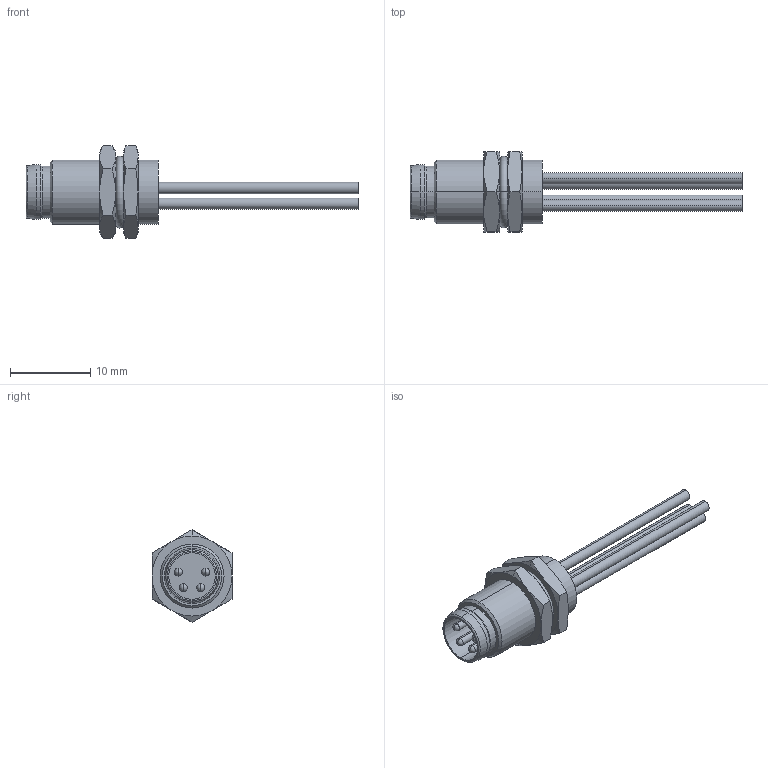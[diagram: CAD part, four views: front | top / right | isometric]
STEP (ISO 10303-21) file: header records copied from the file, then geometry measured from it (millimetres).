
FILE_DESCRIPTION((''),'2;1');
FILE_NAME('237167_SM01_ASM','2024-06-04T09:37:26',('banengservice'),('BANNER ENGINEERING'),'CREO PARAMETRIC BY PTC INC, 2022414','CREO PARAMETRIC BY PTC INC, 2022414','');
FILE_SCHEMA(('CONFIG_CONTROL_DESIGN'));
Length unit declared in the file: millimetre
Products named in the file (2): 237167_EP01; 237167_SM01_ASM
Assembly tree (1 placements, depth 2):
  237167_SM01_ASM
    237167_EP01
Bounding box: 41.5 x 10 x 11.55 mm (x, y, z)
Volume: 962.1 mm3; surface area: 1267.9 mm2
Topology: 1 solids, 1 shells, 96 faces, 219 edges, 123 vertices
Faces by surface type: cone 34, cylinder 26, plane 24, sphere 8, torus 4
Entity records: 2811 total; most frequent: CARTESIAN_POINT 687, DIRECTION 460, ORIENTED_EDGE 406, AXIS2_PLACEMENT_3D 206, EDGE_CURVE 203, VERTEX_POINT 123, EDGE_LOOP 110, CIRCLE 107
